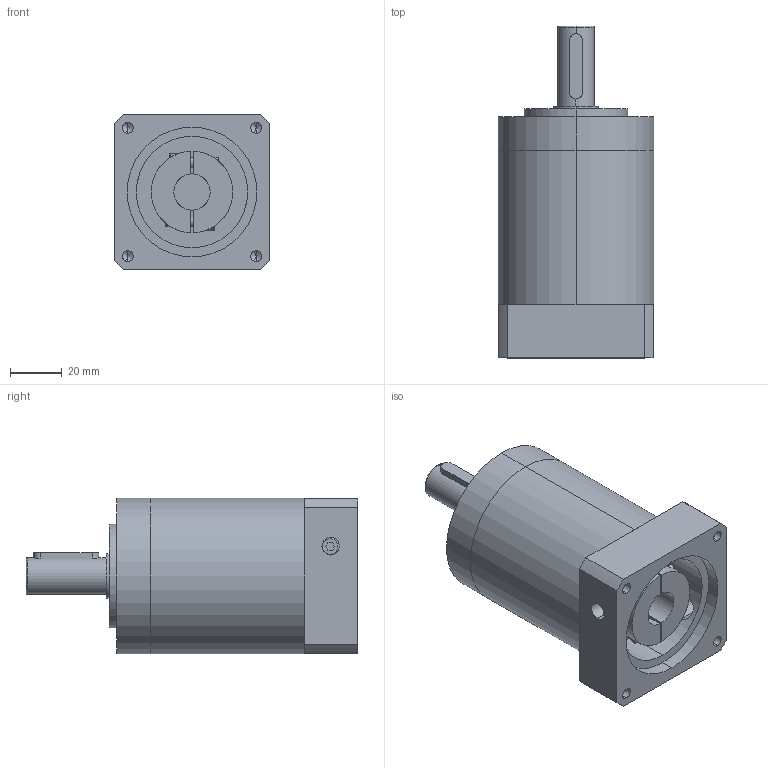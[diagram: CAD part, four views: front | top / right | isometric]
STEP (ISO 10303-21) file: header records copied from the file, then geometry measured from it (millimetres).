
FILE_DESCRIPTION (( 'STEP AP203' ), '1' );
FILE_NAME ('GPL060-L2-(14-50-70-M5).STEP', '2022-07-01T03:38:58', ( '微软用户' ), ( '微软中国' ), 'SwSTEP 2.0', 'SolidWorks 2018', '' );
FILE_SCHEMA (( 'CONFIG_CONTROL_DESIGN' ));
Length unit declared in the file: millimetre
Products named in the file (1): GPL060-L2-(14-50-70-M5)
Bounding box: 60 x 128 x 60 mm (x, y, z)
Volume: 256280 mm3; surface area: 46136.8 mm2
Topology: 6 solids, 6 shells, 171 faces, 403 edges, 249 vertices
Faces by surface type: cylinder 82, plane 63, cone 20, torus 6
Entity records: 5256 total; most frequent: CARTESIAN_POINT 1192, DIRECTION 883, ORIENTED_EDGE 770, EDGE_CURVE 385, AXIS2_PLACEMENT_3D 344, VERTEX_POINT 249, EDGE_LOOP 210, VECTOR 195
